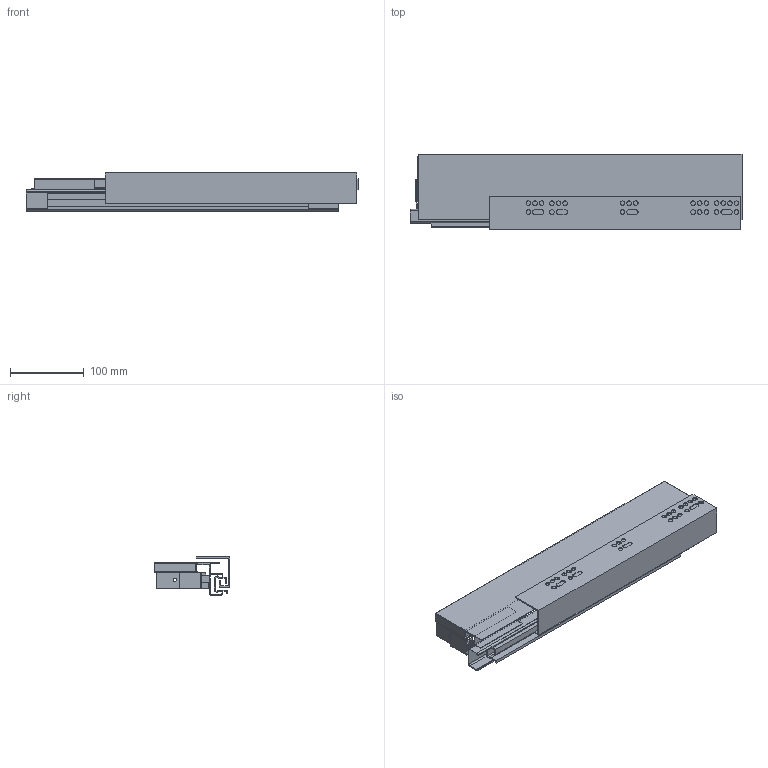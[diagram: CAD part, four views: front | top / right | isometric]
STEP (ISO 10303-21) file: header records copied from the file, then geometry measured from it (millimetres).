
FILE_DESCRIPTION (( 'STEP AP214' ), '1' );
FILE_NAME ('F000183,F000217,F000251-CLOSED_LEFT_3D.step', '2022-10-10T14:34:35', ( '' ), ( '' ), 'SwSTEP 2.0', 'SolidWorks 2020', '' );
FILE_SCHEMA (( 'AUTOMOTIVE_DESIGN' ));
Length unit declared in the file: millimetre
Products named in the file (6): RiexTrack-450_CLOSED_LEFT_3D; RiexTrack Bocnice-450-H89_LEVA; NU70,NU80-450-STREDNI; F000183,F000217,F000251-CLOSED_LEFT_3D; RiexTrack-400,450,500-VNEJSI-LEVY; NU70,NU80-450-VNITRNI_LEVY
Assembly tree (5 placements, depth 3):
  F000183,F000217,F000251-CLOSED_LEFT_3D
    RiexTrack-450_CLOSED_LEFT_3D
      RiexTrack-400,450,500-VNEJSI-LEVY
      NU70,NU80-450-STREDNI
      NU70,NU80-450-VNITRNI_LEVY
    RiexTrack Bocnice-450-H89_LEVA
Bounding box: 451.5 x 102.5 x 51.7 mm (x, y, z)
Volume: 194397.3 mm3; surface area: 348922.4 mm2
Topology: 8 solids, 8 shells, 290 faces, 753 edges, 480 vertices
Faces by surface type: plane 150, cylinder 80, cone 60
Entity records: 9205 total; most frequent: DIRECTION 1575, CARTESIAN_POINT 1532, ORIENTED_EDGE 1506, EDGE_CURVE 753, VECTOR 529, LINE 529, AXIS2_PLACEMENT_3D 523, VERTEX_POINT 480
